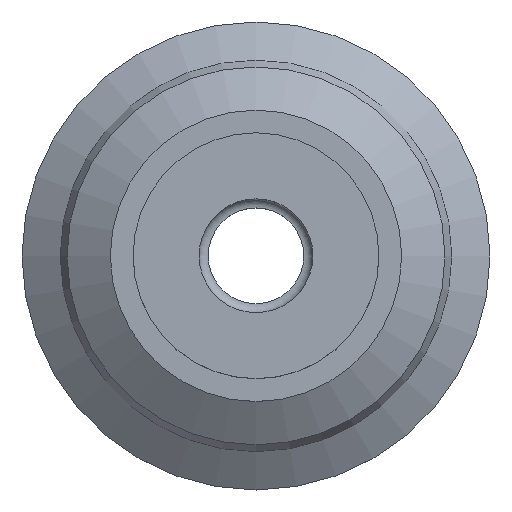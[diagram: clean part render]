
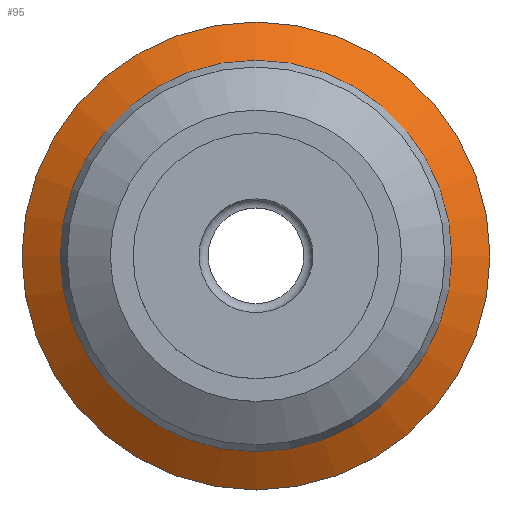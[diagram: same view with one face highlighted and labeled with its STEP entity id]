
A CAD part, top view. The second image highlights one B-rep face of the part: STEP entity #95.
In plain terms, the highlighted conical face has half-angle 56.31 degrees and reference radius 21.5 mm.
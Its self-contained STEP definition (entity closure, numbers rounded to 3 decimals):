
#95 = ADVANCED_FACE( '', ( #157, #158 ), #159, .T. );
#157 = FACE_OUTER_BOUND( '', #229, .T. );
#158 = FACE_BOUND( '', #230, .T. );
#159 = CONICAL_SURFACE( '', #231, 21.5, 0.983 );
#229 = EDGE_LOOP( '', ( #337 ) );
#230 = EDGE_LOOP( '', ( #338 ) );
#231 = AXIS2_PLACEMENT_3D( '', #339, #340, #341 );
#337 = ORIENTED_EDGE( '', *, *, #387, .F. );
#338 = ORIENTED_EDGE( '', *, *, #388, .T. );
#339 = CARTESIAN_POINT( '', ( 0., 0., 3.5 ) );
#340 = DIRECTION( '', ( 0., 0., -1. ) );
#341 = DIRECTION( '', ( -1., 0., 0. ) );
#387 = EDGE_CURVE( '', #431, #431, #432, .T. );
#388 = EDGE_CURVE( '', #433, #433, #434, .T. );
#431 = VERTEX_POINT( '', #479 );
#432 = CIRCLE( '', #480, 25.7 );
#433 = VERTEX_POINT( '', #481 );
#434 = CIRCLE( '', #482, 21.5 );
#479 = CARTESIAN_POINT( '', ( -25.7, 0., 0.7 ) );
#480 = AXIS2_PLACEMENT_3D( '', #547, #548, #549 );
#481 = CARTESIAN_POINT( '', ( -21.5, 0., 3.5 ) );
#482 = AXIS2_PLACEMENT_3D( '', #550, #551, #552 );
#547 = CARTESIAN_POINT( '', ( 0., 0., 0.7 ) );
#548 = DIRECTION( '', ( 0., 0., -1. ) );
#549 = DIRECTION( '', ( -1., 0., 0. ) );
#550 = CARTESIAN_POINT( '', ( 0., 0., 3.5 ) );
#551 = DIRECTION( '', ( 0., 0., -1. ) );
#552 = DIRECTION( '', ( -1., 0., 0. ) );
